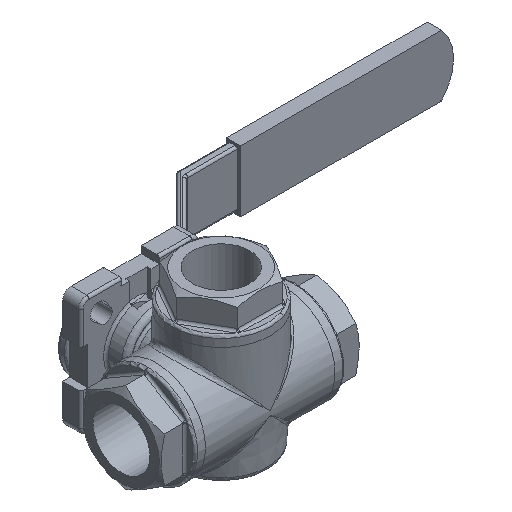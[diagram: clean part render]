
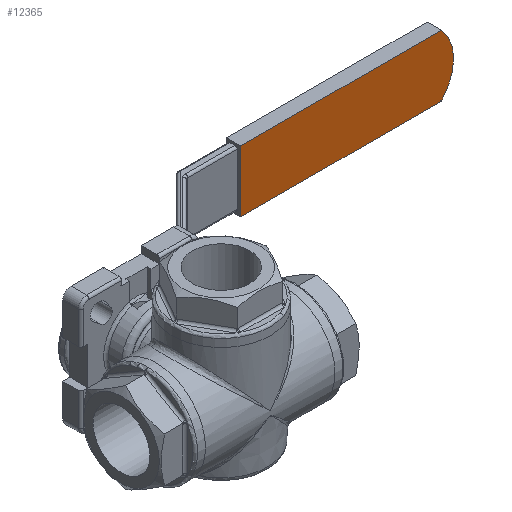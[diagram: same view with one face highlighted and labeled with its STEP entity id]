
A CAD part, isometric view. The second image highlights one B-rep face of the part: STEP entity #12365.
In plain terms, the highlighted face is planar.
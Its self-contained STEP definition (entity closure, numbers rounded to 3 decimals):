
#266=CIRCLE('',#13281,19.);
#634=PLANE('',#13280);
#1359=LINE('',#20739,#2465);
#1360=LINE('',#20742,#2466);
#1361=LINE('',#20746,#2467);
#2465=VECTOR('',#15066,1000.);
#2466=VECTOR('',#15067,1000.);
#2467=VECTOR('',#15070,1000.);
#4517=ORIENTED_EDGE('',*,*,#7496,.F.);
#4518=ORIENTED_EDGE('',*,*,#7497,.F.);
#4519=ORIENTED_EDGE('',*,*,#7498,.F.);
#4520=ORIENTED_EDGE('',*,*,#7499,.F.);
#7496=EDGE_CURVE('',#9037,#9038,#1359,.T.);
#7497=EDGE_CURVE('',#9039,#9037,#1360,.T.);
#7498=EDGE_CURVE('',#9040,#9039,#266,.T.);
#7499=EDGE_CURVE('',#9038,#9040,#1361,.T.);
#9037=VERTEX_POINT('',#20740);
#9038=VERTEX_POINT('',#20741);
#9039=VERTEX_POINT('',#20743);
#9040=VERTEX_POINT('',#20745);
#10498=EDGE_LOOP('',(#4517,#4518,#4519,#4520));
#11375=FACE_BOUND('',#10498,.T.);
#12365=ADVANCED_FACE('',(#11375),#634,.T.);
#13280=AXIS2_PLACEMENT_3D('',#20738,#15064,#15065);
#13281=AXIS2_PLACEMENT_3D('',#20744,#15068,#15069);
#15064=DIRECTION('',(0.,0.,-1.));
#15065=DIRECTION('',(-1.,0.,0.));
#15066=DIRECTION('',(0.,-1.,0.));
#15067=DIRECTION('',(-1.,0.,0.));
#15068=DIRECTION('',(0.,0.,1.));
#15069=DIRECTION('',(-1.,0.,0.));
#15070=DIRECTION('',(1.,0.,0.));
#20738=CARTESIAN_POINT('',(55.709,-16.027,0.));
#20739=CARTESIAN_POINT('',(-15.291,-3.027,0.));
#20740=CARTESIAN_POINT('',(-15.291,-3.027,0.));
#20741=CARTESIAN_POINT('',(-15.291,-29.027,0.));
#20742=CARTESIAN_POINT('',(-15.291,-3.027,0.));
#20743=CARTESIAN_POINT('',(69.566,-3.027,0.));
#20744=CARTESIAN_POINT('',(55.709,-16.027,0.));
#20745=CARTESIAN_POINT('',(69.566,-29.027,0.));
#20746=CARTESIAN_POINT('',(-15.291,-29.027,0.));
